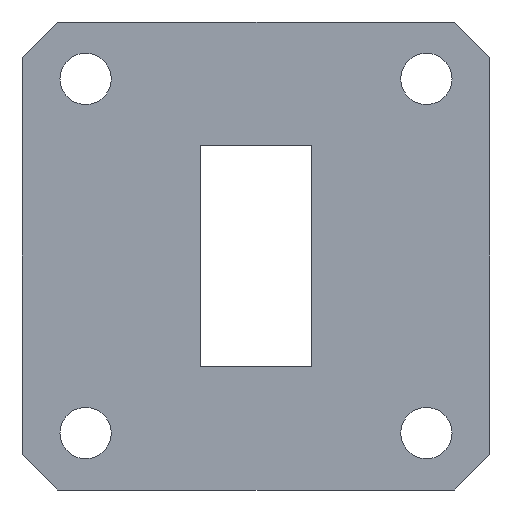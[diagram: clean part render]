
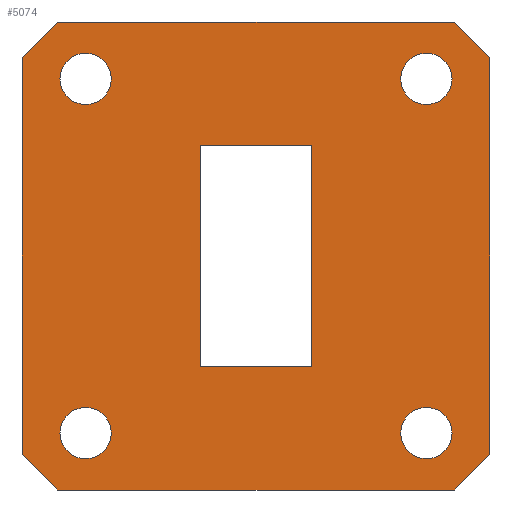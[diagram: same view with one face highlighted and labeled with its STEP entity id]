
A CAD part, left-side view. The second image highlights one B-rep face of the part: STEP entity #5074.
In plain terms, the highlighted planar face has unit normal (-1, 0, 0).
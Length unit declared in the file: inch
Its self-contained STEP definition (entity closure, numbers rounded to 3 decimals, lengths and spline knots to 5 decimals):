
#42 = LINE ( 'NONE', #4648, #1434 ) ;
#117 = EDGE_CURVE ( 'NONE', #1213, #4811, #1972, .T. ) ;
#163 = AXIS2_PLACEMENT_3D ( 'NONE', #5089, #972, #2239 ) ;
#200 = CARTESIAN_POINT ( 'NONE',  ( -6., 0.478, -0.425 ) ) ;
#204 = CARTESIAN_POINT ( 'NONE',  ( -6., 0.6065, 0.6065 ) ) ;
#207 = CARTESIAN_POINT ( 'NONE',  ( -6., 0.478, 0.497 ) ) ;
#208 = VERTEX_POINT ( 'NONE', #3774 ) ;
#274 = DIRECTION ( 'NONE',  ( -1., 0., 0. ) ) ;
#375 = DIRECTION ( 'NONE',  ( 0., 0., 1. ) ) ;
#416 = ORIENTED_EDGE ( 'NONE', *, *, #4479, .T. ) ;
#434 = ORIENTED_EDGE ( 'NONE', *, *, #524, .T. ) ;
#451 = DIRECTION ( 'NONE',  ( 0., -0.707, -0.707 ) ) ;
#461 = CARTESIAN_POINT ( 'NONE',  ( -6., -0.6565, -0.5565 ) ) ;
#490 = DIRECTION ( 'NONE',  ( 0., 0., 1. ) ) ;
#513 = ORIENTED_EDGE ( 'NONE', *, *, #1317, .F. ) ;
#524 = EDGE_CURVE ( 'NONE', #208, #799, #2319, .T. ) ;
#571 = PLANE ( 'NONE',  #2694 ) ;
#579 = CARTESIAN_POINT ( 'NONE',  ( -6., 0.5565, -0.6565 ) ) ;
#675 = CARTESIAN_POINT ( 'NONE',  ( -6., -0.478, 0.497 ) ) ;
#757 = AXIS2_PLACEMENT_3D ( 'NONE', #207, #2315, #3467 ) ;
#777 = VECTOR ( 'NONE', #3670, 39.37008 ) ;
#799 = VERTEX_POINT ( 'NONE', #3462 ) ;
#936 = ORIENTED_EDGE ( 'NONE', *, *, #2866, .F. ) ;
#972 = DIRECTION ( 'NONE',  ( -1., 0., 0. ) ) ;
#1054 = EDGE_LOOP ( 'NONE', ( #936 ) ) ;
#1112 = CARTESIAN_POINT ( 'NONE',  ( -6., 0.1555, 0.311 ) ) ;
#1143 = CARTESIAN_POINT ( 'NONE',  ( -6., -0.6565, -0.6565 ) ) ;
#1194 = EDGE_LOOP ( 'NONE', ( #2701 ) ) ;
#1213 = VERTEX_POINT ( 'NONE', #5225 ) ;
#1226 = VERTEX_POINT ( 'NONE', #1856 ) ;
#1242 = VERTEX_POINT ( 'NONE', #1475 ) ;
#1266 = EDGE_CURVE ( 'NONE', #5115, #1226, #4416, .T. ) ;
#1303 = DIRECTION ( 'NONE',  ( 0., -0.707, 0.707 ) ) ;
#1317 = EDGE_CURVE ( 'NONE', #4811, #4539, #3291, .T. ) ;
#1331 = ORIENTED_EDGE ( 'NONE', *, *, #117, .F. ) ;
#1397 = DIRECTION ( 'NONE',  ( 0., 0., -1. ) ) ;
#1406 = FACE_BOUND ( 'NONE', #4642, .T. ) ;
#1427 = VECTOR ( 'NONE', #2143, 39.37008 ) ;
#1434 = VECTOR ( 'NONE', #451, 39.37008 ) ;
#1455 = VERTEX_POINT ( 'NONE', #1927 ) ;
#1475 = CARTESIAN_POINT ( 'NONE',  ( -6., 0.6565, 0.5565 ) ) ;
#1481 = VERTEX_POINT ( 'NONE', #200 ) ;
#1505 = CARTESIAN_POINT ( 'NONE',  ( -6., -0.5565, -0.6565 ) ) ;
#1509 = VERTEX_POINT ( 'NONE', #4476 ) ;
#1547 = LINE ( 'NONE', #5349, #2380 ) ;
#1615 = VECTOR ( 'NONE', #1397, 39.37008 ) ;
#1649 = LINE ( 'NONE', #4616, #1427 ) ;
#1800 = FACE_BOUND ( 'NONE', #3432, .T. ) ;
#1850 = DIRECTION ( 'NONE',  ( 0., 0., 1. ) ) ;
#1856 = CARTESIAN_POINT ( 'NONE',  ( -6., -0.6565, 0.5565 ) ) ;
#1861 = VECTOR ( 'NONE', #3165, 39.37008 ) ;
#1899 = VERTEX_POINT ( 'NONE', #3541 ) ;
#1927 = CARTESIAN_POINT ( 'NONE',  ( -6., -0.478, -0.425 ) ) ;
#1943 = EDGE_CURVE ( 'NONE', #2234, #2436, #42, .T. ) ;
#1972 = LINE ( 'NONE', #3590, #777 ) ;
#1994 = EDGE_CURVE ( 'NONE', #1242, #2234, #3879, .T. ) ;
#2035 = AXIS2_PLACEMENT_3D ( 'NONE', #3943, #4383, #2766 ) ;
#2135 = ORIENTED_EDGE ( 'NONE', *, *, #3214, .F. ) ;
#2143 = DIRECTION ( 'NONE',  ( 0., -1., 0. ) ) ;
#2157 = ORIENTED_EDGE ( 'NONE', *, *, #2296, .F. ) ;
#2230 = CARTESIAN_POINT ( 'NONE',  ( -6., 0.6565, -0.6565 ) ) ;
#2234 = VERTEX_POINT ( 'NONE', #4944 ) ;
#2239 = DIRECTION ( 'NONE',  ( 0., 0., 1. ) ) ;
#2283 = LINE ( 'NONE', #204, #1861 ) ;
#2296 = EDGE_CURVE ( 'NONE', #4539, #4458, #1649, .T. ) ;
#2315 = DIRECTION ( 'NONE',  ( -1., 0., 0. ) ) ;
#2319 = LINE ( 'NONE', #3992, #4375 ) ;
#2380 = VECTOR ( 'NONE', #375, 39.37008 ) ;
#2436 = VERTEX_POINT ( 'NONE', #579 ) ;
#2510 = VERTEX_POINT ( 'NONE', #1505 ) ;
#2529 = EDGE_CURVE ( 'NONE', #2436, #2510, #3160, .T. ) ;
#2598 = FACE_BOUND ( 'NONE', #3790, .T. ) ;
#2682 = DIRECTION ( 'NONE',  ( -1., 0., 0. ) ) ;
#2689 = CARTESIAN_POINT ( 'NONE',  ( -6., -0.6065, 0.6065 ) ) ;
#2694 = AXIS2_PLACEMENT_3D ( 'NONE', #3916, #2682, #490 ) ;
#2701 = ORIENTED_EDGE ( 'NONE', *, *, #5113, .F. ) ;
#2736 = ORIENTED_EDGE ( 'NONE', *, *, #5232, .F. ) ;
#2766 = DIRECTION ( 'NONE',  ( 0., 0., 1. ) ) ;
#2866 = EDGE_CURVE ( 'NONE', #1481, #1481, #4754, .T. ) ;
#2908 = CARTESIAN_POINT ( 'NONE',  ( -6., 0.1555, -0.311 ) ) ;
#2909 = ORIENTED_EDGE ( 'NONE', *, *, #1994, .T. ) ;
#3097 = VECTOR ( 'NONE', #4772, 39.37008 ) ;
#3099 = CARTESIAN_POINT ( 'NONE',  ( -6., -0.6565, -0.6565 ) ) ;
#3126 = CIRCLE ( 'NONE', #757, 0.072 ) ;
#3159 = LINE ( 'NONE', #2689, #3517 ) ;
#3160 = LINE ( 'NONE', #1143, #4855 ) ;
#3165 = DIRECTION ( 'NONE',  ( 0., 0.707, -0.707 ) ) ;
#3214 = EDGE_CURVE ( 'NONE', #1899, #1899, #3126, .T. ) ;
#3269 = EDGE_LOOP ( 'NONE', ( #5125, #3425, #4938, #5120, #434, #416, #2909, #3548 ) ) ;
#3291 = LINE ( 'NONE', #1112, #5283 ) ;
#3398 = LINE ( 'NONE', #5063, #4970 ) ;
#3423 = FACE_OUTER_BOUND ( 'NONE', #3269, .T. ) ;
#3425 = ORIENTED_EDGE ( 'NONE', *, *, #5136, .T. ) ;
#3432 = EDGE_LOOP ( 'NONE', ( #4803, #2157, #513, #1331 ) ) ;
#3462 = CARTESIAN_POINT ( 'NONE',  ( -6., 0.5565, 0.6565 ) ) ;
#3467 = DIRECTION ( 'NONE',  ( 0., 0., 1. ) ) ;
#3475 = EDGE_CURVE ( 'NONE', #1226, #208, #3159, .T. ) ;
#3517 = VECTOR ( 'NONE', #4364, 39.37008 ) ;
#3541 = CARTESIAN_POINT ( 'NONE',  ( -6., 0.478, 0.569 ) ) ;
#3548 = ORIENTED_EDGE ( 'NONE', *, *, #1943, .T. ) ;
#3590 = CARTESIAN_POINT ( 'NONE',  ( -6., -0.1555, 0.311 ) ) ;
#3670 = DIRECTION ( 'NONE',  ( 0., 1., 0. ) ) ;
#3698 = DIRECTION ( 'NONE',  ( 0., 0., -1. ) ) ;
#3774 = CARTESIAN_POINT ( 'NONE',  ( -6., -0.5565, 0.6565 ) ) ;
#3790 = EDGE_LOOP ( 'NONE', ( #2736 ) ) ;
#3805 = FACE_BOUND ( 'NONE', #1194, .T. ) ;
#3879 = LINE ( 'NONE', #2230, #1615 ) ;
#3888 = FACE_BOUND ( 'NONE', #1054, .T. ) ;
#3916 = CARTESIAN_POINT ( 'NONE',  ( -6., 0., 0. ) ) ;
#3943 = CARTESIAN_POINT ( 'NONE',  ( -6., 0.478, -0.497 ) ) ;
#3992 = CARTESIAN_POINT ( 'NONE',  ( -6., -0.6565, 0.6565 ) ) ;
#4099 = DIRECTION ( 'NONE',  ( 0., 1., 0. ) ) ;
#4149 = EDGE_CURVE ( 'NONE', #4458, #1213, #1547, .T. ) ;
#4197 = CIRCLE ( 'NONE', #163, 0.072 ) ;
#4364 = DIRECTION ( 'NONE',  ( 0., 0.707, 0.707 ) ) ;
#4375 = VECTOR ( 'NONE', #4099, 39.37008 ) ;
#4383 = DIRECTION ( 'NONE',  ( -1., 0., 0. ) ) ;
#4416 = LINE ( 'NONE', #3099, #3097 ) ;
#4447 = DIRECTION ( 'NONE',  ( 0., -1., 0. ) ) ;
#4458 = VERTEX_POINT ( 'NONE', #5237 ) ;
#4476 = CARTESIAN_POINT ( 'NONE',  ( -6., -0.478, 0.569 ) ) ;
#4479 = EDGE_CURVE ( 'NONE', #799, #1242, #2283, .T. ) ;
#4532 = AXIS2_PLACEMENT_3D ( 'NONE', #675, #274, #1850 ) ;
#4539 = VERTEX_POINT ( 'NONE', #2908 ) ;
#4616 = CARTESIAN_POINT ( 'NONE',  ( -6., 0.1555, -0.311 ) ) ;
#4642 = EDGE_LOOP ( 'NONE', ( #2135 ) ) ;
#4648 = CARTESIAN_POINT ( 'NONE',  ( -6., 0.6065, -0.6065 ) ) ;
#4754 = CIRCLE ( 'NONE', #2035, 0.072 ) ;
#4772 = DIRECTION ( 'NONE',  ( 0., 0., 1. ) ) ;
#4800 = CIRCLE ( 'NONE', #4532, 0.072 ) ;
#4803 = ORIENTED_EDGE ( 'NONE', *, *, #4149, .F. ) ;
#4811 = VERTEX_POINT ( 'NONE', #5308 ) ;
#4855 = VECTOR ( 'NONE', #4447, 39.37008 ) ;
#4938 = ORIENTED_EDGE ( 'NONE', *, *, #1266, .T. ) ;
#4944 = CARTESIAN_POINT ( 'NONE',  ( -6., 0.6565, -0.5565 ) ) ;
#4970 = VECTOR ( 'NONE', #1303, 39.37008 ) ;
#5063 = CARTESIAN_POINT ( 'NONE',  ( -6., -0.6065, -0.6065 ) ) ;
#5074 = ADVANCED_FACE ( 'NONE', ( #1800, #3423, #3888, #1406, #2598, #3805 ), #571, .T. ) ;
#5089 = CARTESIAN_POINT ( 'NONE',  ( -6., -0.478, -0.497 ) ) ;
#5113 = EDGE_CURVE ( 'NONE', #1455, #1455, #4197, .T. ) ;
#5115 = VERTEX_POINT ( 'NONE', #461 ) ;
#5120 = ORIENTED_EDGE ( 'NONE', *, *, #3475, .T. ) ;
#5125 = ORIENTED_EDGE ( 'NONE', *, *, #2529, .T. ) ;
#5136 = EDGE_CURVE ( 'NONE', #2510, #5115, #3398, .T. ) ;
#5225 = CARTESIAN_POINT ( 'NONE',  ( -6., -0.1555, 0.311 ) ) ;
#5232 = EDGE_CURVE ( 'NONE', #1509, #1509, #4800, .T. ) ;
#5237 = CARTESIAN_POINT ( 'NONE',  ( -6., -0.1555, -0.311 ) ) ;
#5283 = VECTOR ( 'NONE', #3698, 39.37008 ) ;
#5308 = CARTESIAN_POINT ( 'NONE',  ( -6., 0.1555, 0.311 ) ) ;
#5349 = CARTESIAN_POINT ( 'NONE',  ( -6., -0.1555, -0.311 ) ) ;
